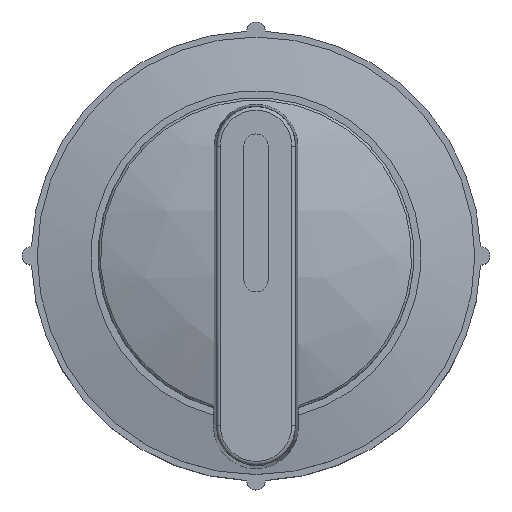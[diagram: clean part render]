
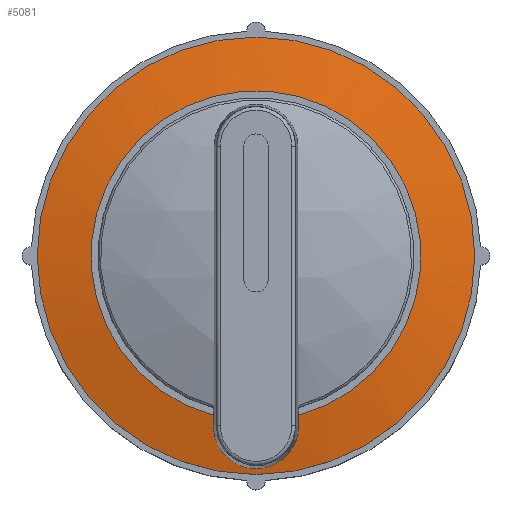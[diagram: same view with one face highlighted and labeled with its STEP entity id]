
A CAD part, top view. The second image highlights one B-rep face of the part: STEP entity #5081.
In plain terms, the highlighted conical face has half-angle 78.5 degrees and reference radius 15.788 mm.
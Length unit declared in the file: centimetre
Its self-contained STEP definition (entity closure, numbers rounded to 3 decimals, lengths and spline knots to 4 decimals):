
#1067=FACE_BOUND('',#1401,.T.);
#1090=FACE_OUTER_BOUND('',#1400,.T.);
#1400=EDGE_LOOP('',(#3455,#3456,#3457,#3458));
#1401=EDGE_LOOP('',(#3459));
#1733=CIRCLE('',#5394,1.3576);
#1734=CIRCLE('',#5395,1.8);
#2029=B_SPLINE_CURVE_WITH_KNOTS('',3,(#7659,#7660,#7661,#7662,#7663,#7664,
#7665,#7666,#7667,#7668,#7669,#7670,#7671,#7672,#7673,#7674,#7675,#7676),
 .UNSPECIFIED.,.F.,.F.,(4,2,2,2,2,2,2,2,4),(0.0854,0.1563,
0.3125,0.4673,0.6221,0.7769,
0.9317,1.088,1.1567),.UNSPECIFIED.);
#2104=(
BOUNDED_CURVE()
B_SPLINE_CURVE(2,(#7655,#7656,#7657),.UNSPECIFIED.,.F.,.F.)
B_SPLINE_CURVE_WITH_KNOTS((3,3),(0.,0.0992),.UNSPECIFIED.)
CURVE()
GEOMETRIC_REPRESENTATION_ITEM()
RATIONAL_B_SPLINE_CURVE((1.,1.002,1.004))
REPRESENTATION_ITEM('')
);
#2105=(
BOUNDED_CURVE()
B_SPLINE_CURVE(2,(#7678,#7679,#7680),.UNSPECIFIED.,.F.,.F.)
B_SPLINE_CURVE_WITH_KNOTS((3,3),(0.3607,0.4624),
 .UNSPECIFIED.)
CURVE()
GEOMETRIC_REPRESENTATION_ITEM()
RATIONAL_B_SPLINE_CURVE((1.004,1.002,1.))
REPRESENTATION_ITEM('')
);
#2134=VERTEX_POINT('',#7653);
#2135=VERTEX_POINT('',#7654);
#2136=VERTEX_POINT('',#7658);
#2137=VERTEX_POINT('',#7677);
#2138=VERTEX_POINT('',#7682);
#2652=EDGE_CURVE('',#2134,#2135,#2104,.T.);
#2653=EDGE_CURVE('',#2135,#2136,#2029,.T.);
#2654=EDGE_CURVE('',#2136,#2137,#2105,.T.);
#2655=EDGE_CURVE('',#2137,#2134,#1733,.T.);
#2656=EDGE_CURVE('',#2138,#2138,#1734,.T.);
#3455=ORIENTED_EDGE('',*,*,#2652,.T.);
#3456=ORIENTED_EDGE('',*,*,#2653,.T.);
#3457=ORIENTED_EDGE('',*,*,#2654,.T.);
#3458=ORIENTED_EDGE('',*,*,#2655,.T.);
#3459=ORIENTED_EDGE('',*,*,#2656,.F.);
#5061=CONICAL_SURFACE('',#5393,1.5788,78.5);
#5081=ADVANCED_FACE('',(#1090,#1067),#5061,.T.);
#5393=AXIS2_PLACEMENT_3D('',#7652,#6027,#6028);
#5394=AXIS2_PLACEMENT_3D('',#7681,#6029,#6030);
#5395=AXIS2_PLACEMENT_3D('',#7683,#6031,#6032);
#6027=DIRECTION('center_axis',(0.,0.,
-1.));
#6028=DIRECTION('ref_axis',(0.,-1.,0.));
#6029=DIRECTION('center_axis',(0.,0.,
-1.));
#6030=DIRECTION('ref_axis',(0.,-1.,0.));
#6031=DIRECTION('center_axis',(0.,0.,
-1.));
#6032=DIRECTION('ref_axis',(0.,-1.,0.));
#7652=CARTESIAN_POINT('Origin',(0.,0.,
0.155));
#7653=CARTESIAN_POINT('',(0.3493,-1.3119,0.2));
#7654=CARTESIAN_POINT('',(0.3496,-1.3989,0.1829));
#7655=CARTESIAN_POINT('Ctrl Pts',(0.3493,-1.3119,0.2));
#7656=CARTESIAN_POINT('Ctrl Pts',(0.3494,-1.3541,0.1917));
#7657=CARTESIAN_POINT('Ctrl Pts',(0.3496,-1.3989,0.1829));
#7658=CARTESIAN_POINT('',(-0.3496,-1.4011,0.1824));
#7659=CARTESIAN_POINT('Ctrl Pts',(0.3496,-1.3989,0.1829));
#7660=CARTESIAN_POINT('Ctrl Pts',(0.3498,-1.423,0.1781));
#7661=CARTESIAN_POINT('Ctrl Pts',(0.3474,-1.4475,0.1734));
#7662=CARTESIAN_POINT('Ctrl Pts',(0.3317,-1.5241,0.1589));
#7663=CARTESIAN_POINT('Ctrl Pts',(0.3081,-1.5743,0.1499));
#7664=CARTESIAN_POINT('Ctrl Pts',(0.2452,-1.6555,0.1358));
#7665=CARTESIAN_POINT('Ctrl Pts',(0.2027,-1.691,0.1299));
#7666=CARTESIAN_POINT('Ctrl Pts',(0.1059,-1.7386,0.122));
#7667=CARTESIAN_POINT('Ctrl Pts',(0.0516,-1.7507,
0.12));
#7668=CARTESIAN_POINT('Ctrl Pts',(-0.0516,-1.7507,
0.12));
#7669=CARTESIAN_POINT('Ctrl Pts',(-0.1059,-1.7386,
0.122));
#7670=CARTESIAN_POINT('Ctrl Pts',(-0.2027,-1.691,0.1299));
#7671=CARTESIAN_POINT('Ctrl Pts',(-0.2452,-1.6555,
0.1358));
#7672=CARTESIAN_POINT('Ctrl Pts',(-0.3081,-1.5743,0.1499));
#7673=CARTESIAN_POINT('Ctrl Pts',(-0.3317,-1.5241,0.1589));
#7674=CARTESIAN_POINT('Ctrl Pts',(-0.3472,-1.4482,
0.1732));
#7675=CARTESIAN_POINT('Ctrl Pts',(-0.3496,-1.4245,
0.1778));
#7676=CARTESIAN_POINT('Ctrl Pts',(-0.3496,-1.4011,
0.1824));
#7677=CARTESIAN_POINT('',(-0.3493,-1.3119,0.2));
#7678=CARTESIAN_POINT('Ctrl Pts',(-0.3496,-1.4011,
0.1824));
#7679=CARTESIAN_POINT('Ctrl Pts',(-0.3495,-1.3551,
0.1915));
#7680=CARTESIAN_POINT('Ctrl Pts',(-0.3493,-1.3119,
0.2));
#7681=CARTESIAN_POINT('Origin',(0.,0.,
0.2));
#7682=CARTESIAN_POINT('',(0.,-1.8,0.11));
#7683=CARTESIAN_POINT('Origin',(0.,0.,
0.11));
